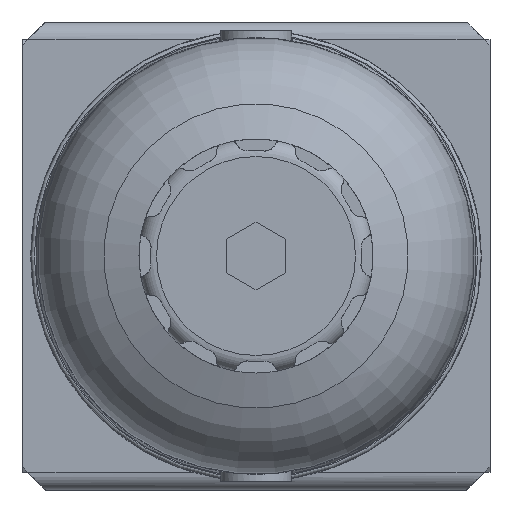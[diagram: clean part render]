
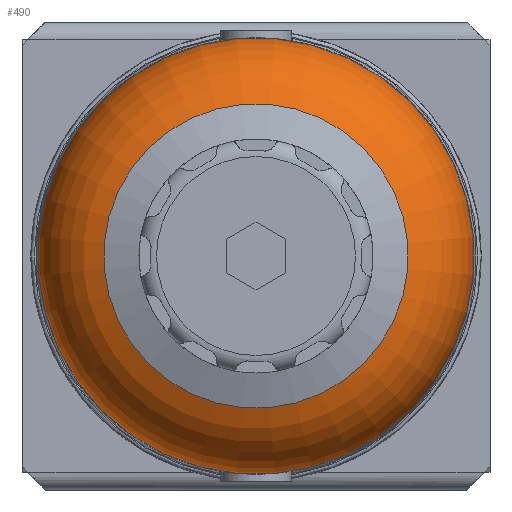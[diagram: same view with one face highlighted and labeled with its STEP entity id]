
A CAD part, front view. The second image highlights one B-rep face of the part: STEP entity #490.
In plain terms, the highlighted toroidal (fillet/blend) face has major radius 10.05 mm and minor radius 8.6 mm.
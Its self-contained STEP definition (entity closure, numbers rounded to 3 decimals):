
#490 = ADVANCED_FACE( '', ( #1185, #1186 ), #1187, .T. );
#1185 = FACE_OUTER_BOUND( '', #1932, .T. );
#1186 = FACE_OUTER_BOUND( '', #1933, .T. );
#1187 = TOROIDAL_SURFACE( '', #1934, 10.05, 8.6 );
#1932 = EDGE_LOOP( '', ( #4376 ) );
#1933 = EDGE_LOOP( '', ( #4377 ) );
#1934 = AXIS2_PLACEMENT_3D( '', #4378, #4379, #4380 );
#4376 = ORIENTED_EDGE( '', *, *, #5419, .T. );
#4377 = ORIENTED_EDGE( '', *, *, #5521, .F. );
#4378 = CARTESIAN_POINT( '', ( 0., -53.32, 0. ) );
#4379 = DIRECTION( '', ( 0., -1., 0. ) );
#4380 = DIRECTION( '', ( 0., 0., -1. ) );
#5419 = EDGE_CURVE( '', #6768, #6768, #6769, .T. );
#5521 = EDGE_CURVE( '', #6937, #6937, #6938, .T. );
#6768 = VERTEX_POINT( '', #9468 );
#6769 = CIRCLE( '', #9469, 18.65 );
#6937 = VERTEX_POINT( '', #10017 );
#6938 = CIRCLE( '', #10018, 13.008 );
#9468 = CARTESIAN_POINT( '', ( 0., -53.32, -18.65 ) );
#9469 = AXIS2_PLACEMENT_3D( '', #11139, #11140, #11141 );
#10017 = CARTESIAN_POINT( '', ( 0., -61.395, -13.008 ) );
#10018 = AXIS2_PLACEMENT_3D( '', #11250, #11251, #11252 );
#11139 = CARTESIAN_POINT( '', ( 0., -53.32, 0. ) );
#11140 = DIRECTION( '', ( 0., -1., 0. ) );
#11141 = DIRECTION( '', ( 0., 0., -1. ) );
#11250 = CARTESIAN_POINT( '', ( 0., -61.395, 0. ) );
#11251 = DIRECTION( '', ( 0., -1., 0. ) );
#11252 = DIRECTION( '', ( 0., 0., -1. ) );
